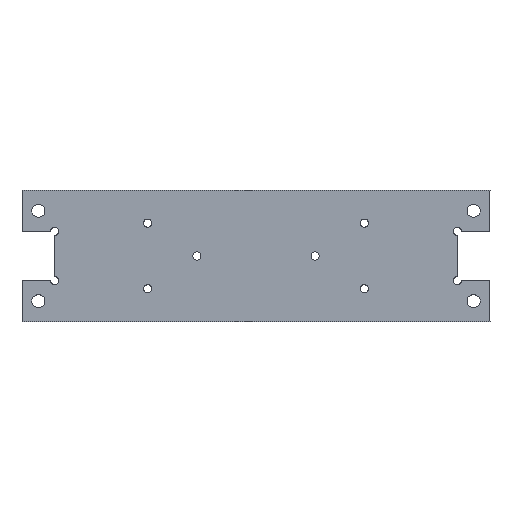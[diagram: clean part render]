
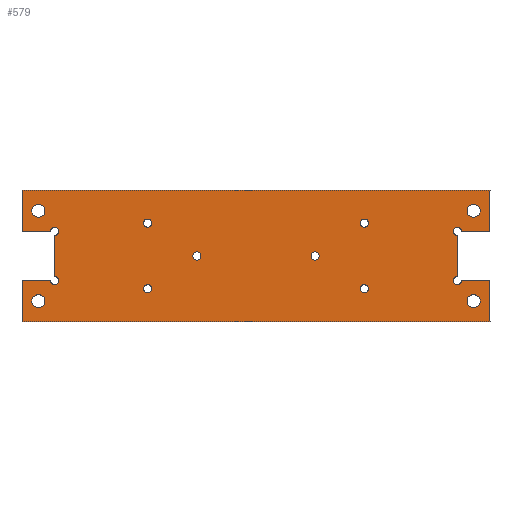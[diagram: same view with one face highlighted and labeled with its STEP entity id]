
A CAD part, top view. The second image highlights one B-rep face of the part: STEP entity #579.
In plain terms, the highlighted planar face has unit normal (0, 0, 1).
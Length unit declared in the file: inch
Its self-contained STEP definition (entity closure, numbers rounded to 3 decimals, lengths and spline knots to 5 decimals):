
#15=FACE_BOUND('',#104,.T.);
#16=FACE_BOUND('',#105,.T.);
#17=FACE_BOUND('',#106,.T.);
#18=FACE_BOUND('',#107,.T.);
#19=FACE_BOUND('',#108,.T.);
#20=FACE_BOUND('',#109,.T.);
#21=FACE_BOUND('',#110,.T.);
#22=FACE_BOUND('',#111,.T.);
#23=FACE_BOUND('',#112,.T.);
#24=FACE_BOUND('',#113,.T.);
#47=PLANE('',#649);
#75=FACE_OUTER_BOUND('',#103,.T.);
#103=EDGE_LOOP('',(#487,#488,#489,#490,#491,#492,#493,#494,#495,#496,#497,
#498,#499,#500,#501,#502));
#104=EDGE_LOOP('',(#503));
#105=EDGE_LOOP('',(#504));
#106=EDGE_LOOP('',(#505));
#107=EDGE_LOOP('',(#506));
#108=EDGE_LOOP('',(#507));
#109=EDGE_LOOP('',(#508));
#110=EDGE_LOOP('',(#509));
#111=EDGE_LOOP('',(#510));
#112=EDGE_LOOP('',(#511));
#113=EDGE_LOOP('',(#512));
#137=LINE('',#883,#187);
#140=LINE('',#889,#190);
#143=LINE('',#895,#193);
#146=LINE('',#901,#196);
#150=LINE('',#913,#200);
#154=LINE('',#925,#204);
#157=LINE('',#931,#207);
#160=LINE('',#937,#210);
#163=LINE('',#943,#213);
#166=LINE('',#949,#216);
#170=LINE('',#961,#220);
#174=LINE('',#971,#224);
#187=VECTOR('',#727,0.3937);
#190=VECTOR('',#732,0.3937);
#193=VECTOR('',#737,0.3937);
#196=VECTOR('',#742,0.3937);
#200=VECTOR('',#754,0.3937);
#204=VECTOR('',#766,0.3937);
#207=VECTOR('',#771,0.3937);
#210=VECTOR('',#776,0.3937);
#213=VECTOR('',#781,0.3937);
#216=VECTOR('',#786,0.3937);
#220=VECTOR('',#798,0.3937);
#224=VECTOR('',#810,0.3937);
#225=CIRCLE('',#596,0.0625);
#227=CIRCLE('',#599,0.0625);
#229=CIRCLE('',#602,0.0625);
#231=CIRCLE('',#605,0.0625);
#233=CIRCLE('',#608,0.0625);
#235=CIRCLE('',#611,0.0625);
#237=CIRCLE('',#614,0.1);
#239=CIRCLE('',#617,0.1);
#241=CIRCLE('',#620,0.1);
#243=CIRCLE('',#623,0.1);
#246=CIRCLE('',#631,0.0625);
#248=CIRCLE('',#635,0.0625);
#250=CIRCLE('',#643,0.0625);
#252=CIRCLE('',#647,0.0625);
#253=VERTEX_POINT('',#817);
#255=VERTEX_POINT('',#823);
#257=VERTEX_POINT('',#829);
#259=VERTEX_POINT('',#835);
#261=VERTEX_POINT('',#841);
#263=VERTEX_POINT('',#847);
#265=VERTEX_POINT('',#853);
#267=VERTEX_POINT('',#859);
#269=VERTEX_POINT('',#865);
#271=VERTEX_POINT('',#871);
#275=VERTEX_POINT('',#880);
#276=VERTEX_POINT('',#882);
#278=VERTEX_POINT('',#888);
#280=VERTEX_POINT('',#894);
#282=VERTEX_POINT('',#900);
#284=VERTEX_POINT('',#906);
#286=VERTEX_POINT('',#912);
#288=VERTEX_POINT('',#918);
#290=VERTEX_POINT('',#924);
#292=VERTEX_POINT('',#930);
#294=VERTEX_POINT('',#936);
#296=VERTEX_POINT('',#942);
#298=VERTEX_POINT('',#948);
#300=VERTEX_POINT('',#954);
#302=VERTEX_POINT('',#960);
#304=VERTEX_POINT('',#966);
#305=EDGE_CURVE('',#253,#253,#225,.T.);
#308=EDGE_CURVE('',#255,#255,#227,.T.);
#311=EDGE_CURVE('',#257,#257,#229,.T.);
#314=EDGE_CURVE('',#259,#259,#231,.T.);
#317=EDGE_CURVE('',#261,#261,#233,.T.);
#320=EDGE_CURVE('',#263,#263,#235,.T.);
#323=EDGE_CURVE('',#265,#265,#237,.T.);
#326=EDGE_CURVE('',#267,#267,#239,.T.);
#329=EDGE_CURVE('',#269,#269,#241,.T.);
#332=EDGE_CURVE('',#271,#271,#243,.T.);
#337=EDGE_CURVE('',#276,#275,#137,.T.);
#340=EDGE_CURVE('',#278,#276,#140,.T.);
#343=EDGE_CURVE('',#280,#278,#143,.T.);
#346=EDGE_CURVE('',#282,#280,#146,.T.);
#349=EDGE_CURVE('',#284,#282,#246,.T.);
#352=EDGE_CURVE('',#286,#284,#150,.T.);
#355=EDGE_CURVE('',#288,#286,#248,.T.);
#358=EDGE_CURVE('',#290,#288,#154,.T.);
#361=EDGE_CURVE('',#292,#290,#157,.T.);
#364=EDGE_CURVE('',#294,#292,#160,.T.);
#367=EDGE_CURVE('',#296,#294,#163,.T.);
#370=EDGE_CURVE('',#298,#296,#166,.T.);
#373=EDGE_CURVE('',#300,#298,#250,.T.);
#376=EDGE_CURVE('',#302,#300,#170,.T.);
#379=EDGE_CURVE('',#304,#302,#252,.T.);
#382=EDGE_CURVE('',#275,#304,#174,.T.);
#487=ORIENTED_EDGE('',*,*,#382,.T.);
#488=ORIENTED_EDGE('',*,*,#379,.T.);
#489=ORIENTED_EDGE('',*,*,#376,.T.);
#490=ORIENTED_EDGE('',*,*,#373,.T.);
#491=ORIENTED_EDGE('',*,*,#370,.T.);
#492=ORIENTED_EDGE('',*,*,#367,.T.);
#493=ORIENTED_EDGE('',*,*,#364,.T.);
#494=ORIENTED_EDGE('',*,*,#361,.T.);
#495=ORIENTED_EDGE('',*,*,#358,.T.);
#496=ORIENTED_EDGE('',*,*,#355,.T.);
#497=ORIENTED_EDGE('',*,*,#352,.T.);
#498=ORIENTED_EDGE('',*,*,#349,.T.);
#499=ORIENTED_EDGE('',*,*,#346,.T.);
#500=ORIENTED_EDGE('',*,*,#343,.T.);
#501=ORIENTED_EDGE('',*,*,#340,.T.);
#502=ORIENTED_EDGE('',*,*,#337,.T.);
#503=ORIENTED_EDGE('',*,*,#305,.T.);
#504=ORIENTED_EDGE('',*,*,#308,.T.);
#505=ORIENTED_EDGE('',*,*,#311,.T.);
#506=ORIENTED_EDGE('',*,*,#314,.T.);
#507=ORIENTED_EDGE('',*,*,#317,.T.);
#508=ORIENTED_EDGE('',*,*,#320,.T.);
#509=ORIENTED_EDGE('',*,*,#332,.T.);
#510=ORIENTED_EDGE('',*,*,#329,.T.);
#511=ORIENTED_EDGE('',*,*,#326,.T.);
#512=ORIENTED_EDGE('',*,*,#323,.T.);
#579=ADVANCED_FACE('',(#75,#15,#16,#17,#18,#19,#20,#21,#22,#23,#24),#47,
 .T.);
#596=AXIS2_PLACEMENT_3D('',#818,#655,#656);
#599=AXIS2_PLACEMENT_3D('',#824,#662,#663);
#602=AXIS2_PLACEMENT_3D('',#830,#669,#670);
#605=AXIS2_PLACEMENT_3D('',#836,#676,#677);
#608=AXIS2_PLACEMENT_3D('',#842,#683,#684);
#611=AXIS2_PLACEMENT_3D('',#848,#690,#691);
#614=AXIS2_PLACEMENT_3D('',#854,#697,#698);
#617=AXIS2_PLACEMENT_3D('',#860,#704,#705);
#620=AXIS2_PLACEMENT_3D('',#866,#711,#712);
#623=AXIS2_PLACEMENT_3D('',#872,#718,#719);
#631=AXIS2_PLACEMENT_3D('',#907,#748,#749);
#635=AXIS2_PLACEMENT_3D('',#919,#760,#761);
#643=AXIS2_PLACEMENT_3D('',#955,#792,#793);
#647=AXIS2_PLACEMENT_3D('',#967,#804,#805);
#649=AXIS2_PLACEMENT_3D('',#972,#811,#812);
#655=DIRECTION('center_axis',(0.,0.,-1.));
#656=DIRECTION('ref_axis',(1.,0.,0.));
#662=DIRECTION('center_axis',(0.,0.,-1.));
#663=DIRECTION('ref_axis',(1.,0.,0.));
#669=DIRECTION('center_axis',(0.,0.,-1.));
#670=DIRECTION('ref_axis',(1.,0.,0.));
#676=DIRECTION('center_axis',(0.,0.,-1.));
#677=DIRECTION('ref_axis',(1.,0.,0.));
#683=DIRECTION('center_axis',(0.,0.,-1.));
#684=DIRECTION('ref_axis',(1.,0.,0.));
#690=DIRECTION('center_axis',(0.,0.,-1.));
#691=DIRECTION('ref_axis',(1.,0.,0.));
#697=DIRECTION('center_axis',(0.,0.,-1.));
#698=DIRECTION('ref_axis',(1.,0.,0.));
#704=DIRECTION('center_axis',(0.,0.,-1.));
#705=DIRECTION('ref_axis',(1.,0.,0.));
#711=DIRECTION('center_axis',(0.,0.,-1.));
#712=DIRECTION('ref_axis',(1.,0.,0.));
#718=DIRECTION('center_axis',(0.,0.,-1.));
#719=DIRECTION('ref_axis',(1.,0.,0.));
#727=DIRECTION('',(0.,-1.,0.));
#732=DIRECTION('',(-1.,0.,0.));
#737=DIRECTION('',(0.,1.,0.));
#742=DIRECTION('',(1.,0.,0.));
#748=DIRECTION('center_axis',(0.,0.,-1.));
#749=DIRECTION('ref_axis',(1.,0.,0.));
#754=DIRECTION('',(0.,1.,0.));
#760=DIRECTION('center_axis',(0.,0.,-1.));
#761=DIRECTION('ref_axis',(1.,0.,0.));
#766=DIRECTION('',(-1.,0.,0.));
#771=DIRECTION('',(0.,1.,0.));
#776=DIRECTION('',(1.,0.,0.));
#781=DIRECTION('',(0.,-1.,0.));
#786=DIRECTION('',(-1.,0.,0.));
#792=DIRECTION('center_axis',(0.,0.,-1.));
#793=DIRECTION('ref_axis',(1.,0.,0.));
#798=DIRECTION('',(0.,-1.,0.));
#804=DIRECTION('center_axis',(0.,0.,-1.));
#805=DIRECTION('ref_axis',(1.,0.,0.));
#810=DIRECTION('',(1.,0.,0.));
#811=DIRECTION('center_axis',(0.,0.,1.));
#812=DIRECTION('ref_axis',(1.,0.,0.));
#817=CARTESIAN_POINT('',(-0.9625,0.,0.5));
#818=CARTESIAN_POINT('Origin',(-0.9,0.,0.5));
#823=CARTESIAN_POINT('',(1.5875,0.5,0.5));
#824=CARTESIAN_POINT('Origin',(1.65,0.5,0.5));
#829=CARTESIAN_POINT('',(-1.7125,-0.5,0.5));
#830=CARTESIAN_POINT('Origin',(-1.65,-0.5,0.5));
#835=CARTESIAN_POINT('',(1.5875,-0.5,0.5));
#836=CARTESIAN_POINT('Origin',(1.65,-0.5,0.5));
#841=CARTESIAN_POINT('',(0.8375,0.,0.5));
#842=CARTESIAN_POINT('Origin',(0.9,0.,0.5));
#847=CARTESIAN_POINT('',(-1.7125,0.5,0.5));
#848=CARTESIAN_POINT('Origin',(-1.65,0.5,0.5));
#853=CARTESIAN_POINT('',(3.2125,0.6875,0.5));
#854=CARTESIAN_POINT('Origin',(3.3125,0.6875,0.5));
#859=CARTESIAN_POINT('',(-3.4125,0.6875,0.5));
#860=CARTESIAN_POINT('Origin',(-3.3125,0.6875,0.5));
#865=CARTESIAN_POINT('',(-3.4125,-0.6875,0.5));
#866=CARTESIAN_POINT('Origin',(-3.3125,-0.6875,0.5));
#871=CARTESIAN_POINT('',(3.2125,-0.6875,0.5));
#872=CARTESIAN_POINT('Origin',(3.3125,-0.6875,0.5));
#880=CARTESIAN_POINT('',(-3.5625,0.375,0.5));
#882=CARTESIAN_POINT('',(-3.5625,1.,0.5));
#883=CARTESIAN_POINT('',(-3.5625,-1.,0.5));
#888=CARTESIAN_POINT('',(3.5625,1.,0.5));
#889=CARTESIAN_POINT('',(-3.5625,1.,0.5));
#894=CARTESIAN_POINT('',(3.5625,0.375,0.5));
#895=CARTESIAN_POINT('',(3.5625,1.,0.5));
#900=CARTESIAN_POINT('',(3.125,0.375,0.5));
#901=CARTESIAN_POINT('',(3.5625,0.375,0.5));
#906=CARTESIAN_POINT('',(3.0625,0.3125,0.5));
#907=CARTESIAN_POINT('Origin',(3.0625,0.375,0.5));
#912=CARTESIAN_POINT('',(3.0625,-0.3125,0.5));
#913=CARTESIAN_POINT('',(3.0625,1.,0.5));
#918=CARTESIAN_POINT('',(3.125,-0.375,0.5));
#919=CARTESIAN_POINT('Origin',(3.0625,-0.375,0.5));
#924=CARTESIAN_POINT('',(3.5625,-0.375,0.5));
#925=CARTESIAN_POINT('',(3.0625,-0.375,0.5));
#930=CARTESIAN_POINT('',(3.5625,-1.,0.5));
#931=CARTESIAN_POINT('',(3.5625,1.,0.5));
#936=CARTESIAN_POINT('',(-3.5625,-1.,0.5));
#937=CARTESIAN_POINT('',(3.5625,-1.,0.5));
#942=CARTESIAN_POINT('',(-3.5625,-0.375,0.5));
#943=CARTESIAN_POINT('',(-3.5625,-1.,0.5));
#948=CARTESIAN_POINT('',(-3.125,-0.375,0.5));
#949=CARTESIAN_POINT('',(-3.0625,-0.375,0.5));
#954=CARTESIAN_POINT('',(-3.0625,-0.3125,0.5));
#955=CARTESIAN_POINT('Origin',(-3.0625,-0.375,0.5));
#960=CARTESIAN_POINT('',(-3.0625,0.3125,0.5));
#961=CARTESIAN_POINT('',(-3.0625,0.375,0.5));
#966=CARTESIAN_POINT('',(-3.125,0.375,0.5));
#967=CARTESIAN_POINT('Origin',(-3.0625,0.375,0.5));
#971=CARTESIAN_POINT('',(-3.5625,0.375,0.5));
#972=CARTESIAN_POINT('Origin',(0.,0.,
0.5));
